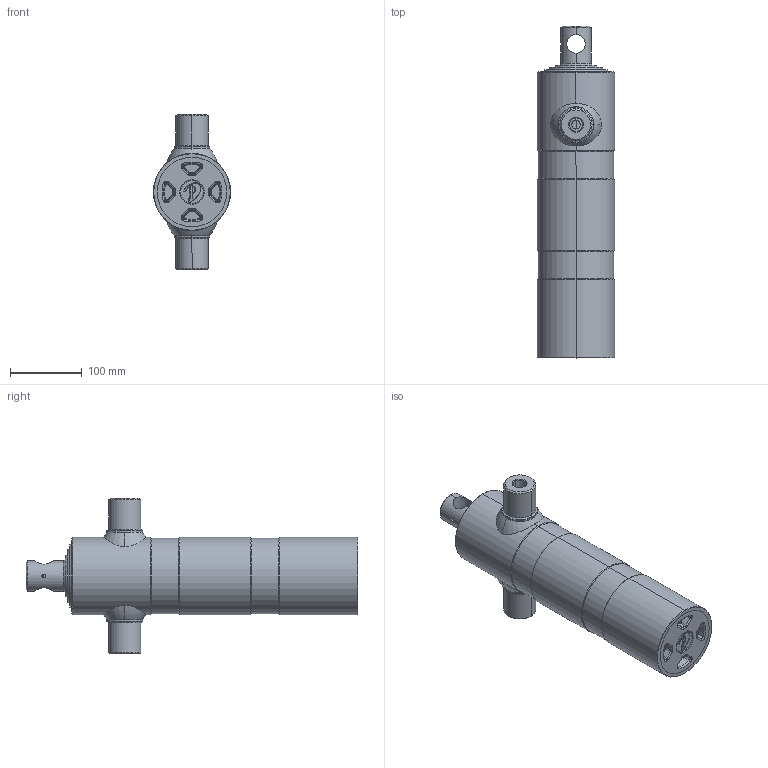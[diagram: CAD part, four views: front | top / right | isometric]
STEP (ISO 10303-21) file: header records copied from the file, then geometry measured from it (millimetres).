
FILE_DESCRIPTION (( 'STEP AP203' ), '1' );
FILE_NAME ('445.BGH.STEP', '2014-10-06T11:58:39', ( '' ), ( '' ), 'SwSTEP 2.0', 'SolidWorks 2013', '' );
FILE_SCHEMA (( 'CONFIG_CONTROL_DESIGN' ));
Length unit declared in the file: millimetre
Products named in the file (1): 445.BGH
Bounding box: 108 x 464 x 217 mm (x, y, z)
Surface area: 486829.6 mm2 (no closed solid volume)
Topology: 0 solids, 15 shells, 262 faces, 676 edges, 416 vertices
Faces by surface type: cylinder 75, torus 73, cone 70, plane 31, bspline 12, sphere 1
Entity records: 9871 total; most frequent: CARTESIAN_POINT 3423, DIRECTION 1495, ORIENTED_EDGE 1190, EDGE_CURVE 671, AXIS2_PLACEMENT_3D 643, VERTEX_POINT 415, CIRCLE 392, EDGE_LOOP 278
